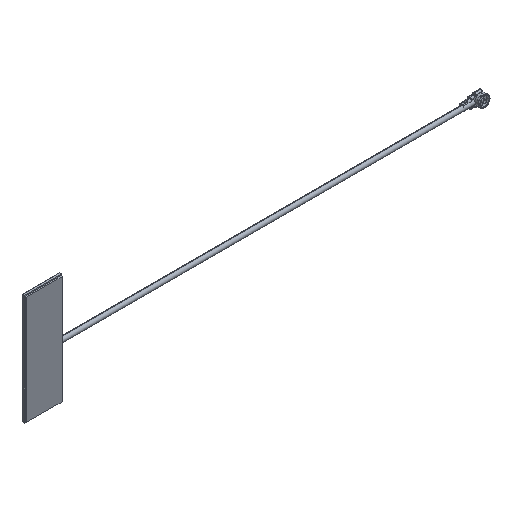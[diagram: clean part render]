
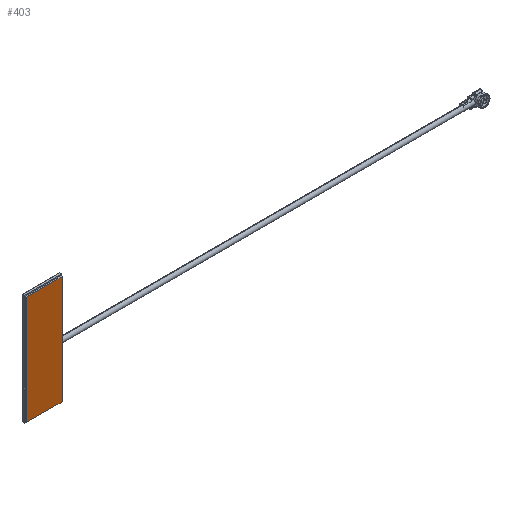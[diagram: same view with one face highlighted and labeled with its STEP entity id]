
A CAD part, isometric view. The second image highlights one B-rep face of the part: STEP entity #403.
In plain terms, the highlighted planar face has unit normal (0, -1, 0).
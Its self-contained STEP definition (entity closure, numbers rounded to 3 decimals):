
#107 = ORIENTED_EDGE ( 'NONE', *, *, #2367, .T. ) ;
#118 = VECTOR ( 'NONE', #3077, 1000. ) ;
#161 = CARTESIAN_POINT ( 'NONE',  ( -8.738, -0.889, -26.34 ) ) ;
#308 = DIRECTION ( 'NONE',  ( 0., -1., 0. ) ) ;
#403 = ADVANCED_FACE ( 'NONE', ( #2125 ), #2701, .T. ) ;
#499 = DIRECTION ( 'NONE',  ( 1., 0., 0. ) ) ;
#651 = DIRECTION ( 'NONE',  ( 0., 0., -1. ) ) ;
#789 = VERTEX_POINT ( 'NONE', #1383 ) ;
#1036 = CARTESIAN_POINT ( 'NONE',  ( -8.738, -0.889, -0.254 ) ) ;
#1079 = VECTOR ( 'NONE', #499, 1000. ) ;
#1361 = EDGE_CURVE ( 'NONE', #3213, #789, #4069, .T. ) ;
#1383 = CARTESIAN_POINT ( 'NONE',  ( -8.738, -0.889, -0.254 ) ) ;
#1411 = VECTOR ( 'NONE', #3725, 1000. ) ;
#1447 = CARTESIAN_POINT ( 'NONE',  ( -8.738, -0.889, -26.34 ) ) ;
#1474 = VERTEX_POINT ( 'NONE', #1447 ) ;
#1527 = ORIENTED_EDGE ( 'NONE', *, *, #4379, .T. ) ;
#1548 = LINE ( 'NONE', #161, #1079 ) ;
#1638 = LINE ( 'NONE', #1036, #1411 ) ;
#1700 = ORIENTED_EDGE ( 'NONE', *, *, #1361, .T. ) ;
#1774 = ORIENTED_EDGE ( 'NONE', *, *, #2758, .T. ) ;
#2012 = DIRECTION ( 'NONE',  ( 0., 0., 1. ) ) ;
#2125 = FACE_OUTER_BOUND ( 'NONE', #3408, .T. ) ;
#2367 = EDGE_CURVE ( 'NONE', #3444, #3213, #3152, .T. ) ;
#2417 = VECTOR ( 'NONE', #2012, 1000. ) ;
#2664 = CARTESIAN_POINT ( 'NONE',  ( -0.254, -0.889, -26.34 ) ) ;
#2701 = PLANE ( 'NONE',  #2909 ) ;
#2758 = EDGE_CURVE ( 'NONE', #1474, #3444, #1548, .T. ) ;
#2909 = AXIS2_PLACEMENT_3D ( 'NONE', #3354, #308, #651 ) ;
#3077 = DIRECTION ( 'NONE',  ( -1., 0., 0. ) ) ;
#3131 = CARTESIAN_POINT ( 'NONE',  ( -0.254, -0.889, -0.254 ) ) ;
#3152 = LINE ( 'NONE', #2664, #2417 ) ;
#3213 = VERTEX_POINT ( 'NONE', #3131 ) ;
#3354 = CARTESIAN_POINT ( 'NONE',  ( 0., -0.889, 0. ) ) ;
#3408 = EDGE_LOOP ( 'NONE', ( #1527, #1774, #107, #1700 ) ) ;
#3444 = VERTEX_POINT ( 'NONE', #4336 ) ;
#3725 = DIRECTION ( 'NONE',  ( 0., 0., -1. ) ) ;
#4069 = LINE ( 'NONE', #4111, #118 ) ;
#4111 = CARTESIAN_POINT ( 'NONE',  ( -0.254, -0.889, -0.254 ) ) ;
#4336 = CARTESIAN_POINT ( 'NONE',  ( -0.254, -0.889, -26.34 ) ) ;
#4379 = EDGE_CURVE ( 'NONE', #789, #1474, #1638, .T. ) ;
